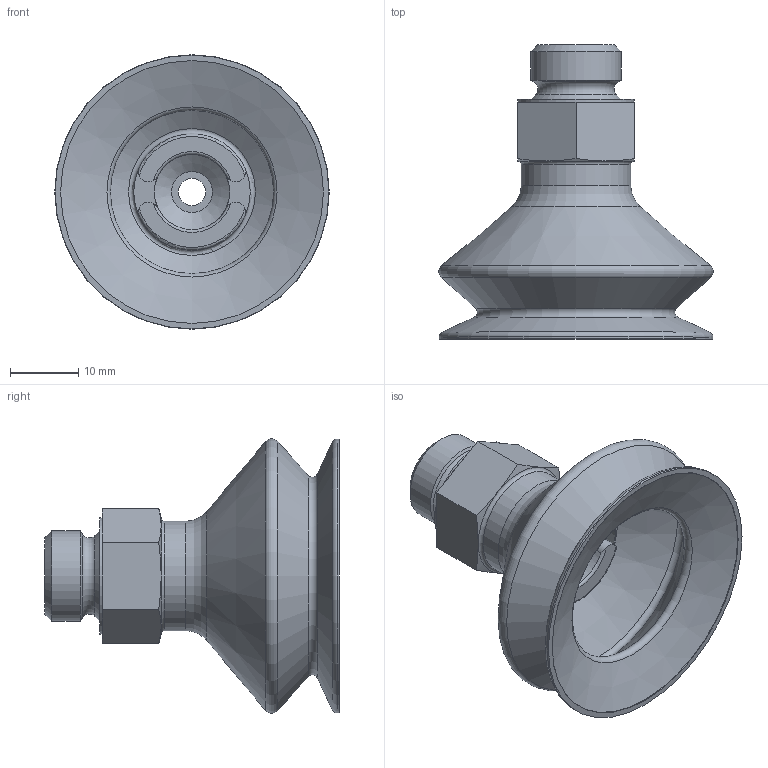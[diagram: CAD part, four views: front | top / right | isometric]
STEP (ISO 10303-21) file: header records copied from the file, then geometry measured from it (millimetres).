
FILE_DESCRIPTION(/* description */ ('STEP AP214'),/* implementation_level */ '2;1');
FILE_NAME(/* name */ '1372910_VASB-40-1_4-SI-B',/* time_stamp */ '2024-09-16T08:41:55+02:00',/* author */ ('License CC BY-ND 4.0'),/* organization */ ('CADENAS'),/* preprocessor_version */ 'ST-DEVELOPER v19.3',/* originating_system */ 'PARTsolutions',/* authorisation */ ' ');
FILE_SCHEMA (('AUTOMOTIVE_DESIGN {1 0 10303 214 3 1 1}'));
Length unit declared in the file: millimetre
Products named in the file (1): 1372910 VASB-40-1/4-SI-B
Bounding box: 40.08 x 43 x 40.08 mm (x, y, z)
Volume: 10692.6 mm3; surface area: 7800.1 mm2
Topology: 1 solids, 1 shells, 65 faces, 147 edges, 86 vertices
Faces by surface type: plane 20, cylinder 16, cone 16, torus 13
Full cylindrical faces by diameter (mm): 4 x1, 6 x1, 11 x1, 13.157 x1, 16 x1, 17 x1, 38.4 x1, 40 x1
Entity records: 2127 total; most frequent: CARTESIAN_POINT 328, DIRECTION 292, ORIENTED_EDGE 230, AXIS2_PLACEMENT_3D 131, EDGE_CURVE 115, EDGE_LOOP 96, FACE_BOUND 96, VERTEX_POINT 81
